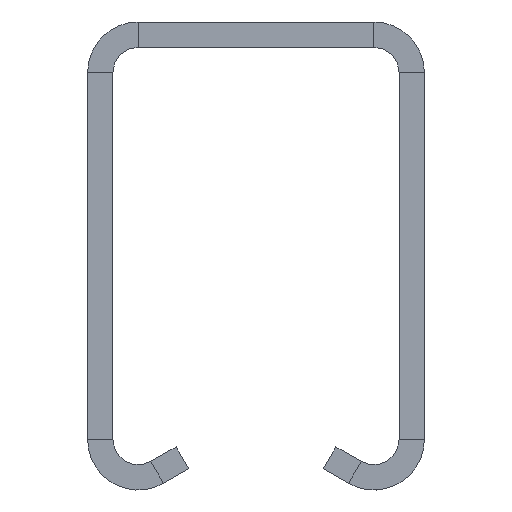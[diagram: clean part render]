
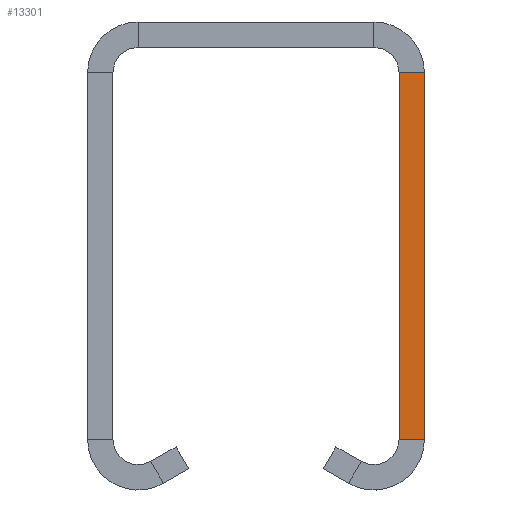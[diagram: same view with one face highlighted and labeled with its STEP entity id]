
A CAD part, front view. The second image highlights one B-rep face of the part: STEP entity #13301.
In plain terms, the highlighted planar face has unit normal (0, -1, 0).
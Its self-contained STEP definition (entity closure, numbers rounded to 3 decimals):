
#1103=DIRECTION('',(-1.,0.,0.));
#1104=VECTOR('',#1103,3.);
#1105=CARTESIAN_POINT('',(20.,-1500.,-49.608));
#1106=LINE('',#1105,#1104);
#1107=DIRECTION('',(0.,0.,-1.));
#1108=VECTOR('',#1107,43.608);
#1109=CARTESIAN_POINT('',(17.,-1500.,-6.));
#1110=LINE('',#1109,#1108);
#1111=DIRECTION('',(0.,0.,-1.));
#1112=VECTOR('',#1111,43.608);
#1113=CARTESIAN_POINT('',(20.,-1500.,-6.));
#1114=LINE('',#1113,#1112);
#2285=DIRECTION('',(-1.,0.,0.));
#2286=VECTOR('',#2285,3.);
#2287=CARTESIAN_POINT('',(20.,-1500.,-6.));
#2288=LINE('',#2287,#2286);
#9698=CARTESIAN_POINT('',(20.,-1500.,-49.608));
#9700=VERTEX_POINT('',#9698);
#9710=CARTESIAN_POINT('',(20.,-1500.,-6.));
#9712=VERTEX_POINT('',#9710);
#9730=CARTESIAN_POINT('',(17.,-1500.,-49.608));
#9732=VERTEX_POINT('',#9730);
#9742=CARTESIAN_POINT('',(17.,-1500.,-6.));
#9744=VERTEX_POINT('',#9742);
#13287=CARTESIAN_POINT('',(18.5,-1500.,-29.451));
#13288=DIRECTION('',(0.,-1.,0.));
#13289=DIRECTION('',(0.,0.,-1.));
#13290=AXIS2_PLACEMENT_3D('',#13287,#13288,#13289);
#13291=PLANE('',#13290);
#13293=ORIENTED_EDGE('',*,*,#13292,.T.);
#13295=ORIENTED_EDGE('',*,*,#13294,.F.);
#13297=ORIENTED_EDGE('',*,*,#13296,.F.);
#13298=ORIENTED_EDGE('',*,*,#12678,.T.);
#13299=EDGE_LOOP('',(#13293,#13295,#13297,#13298));
#13300=FACE_OUTER_BOUND('',#13299,.F.);
#13301=ADVANCED_FACE('',(#13300),#13291,.T.);
#12678=EDGE_CURVE('',#9712,#9700,#1114,.T.);
#13292=EDGE_CURVE('',#9700,#9732,#1106,.T.);
#13294=EDGE_CURVE('',#9744,#9732,#1110,.T.);
#13296=EDGE_CURVE('',#9712,#9744,#2288,.T.);
